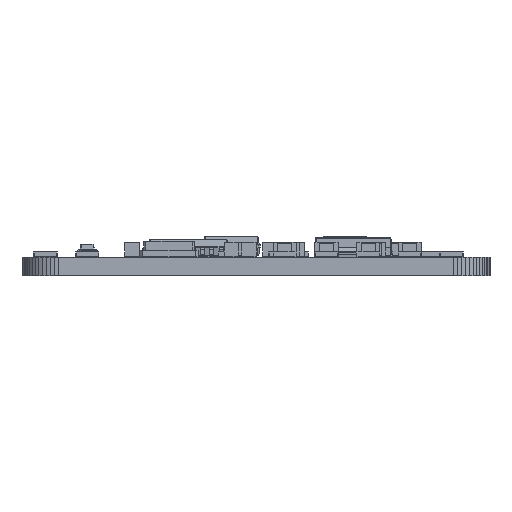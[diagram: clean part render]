
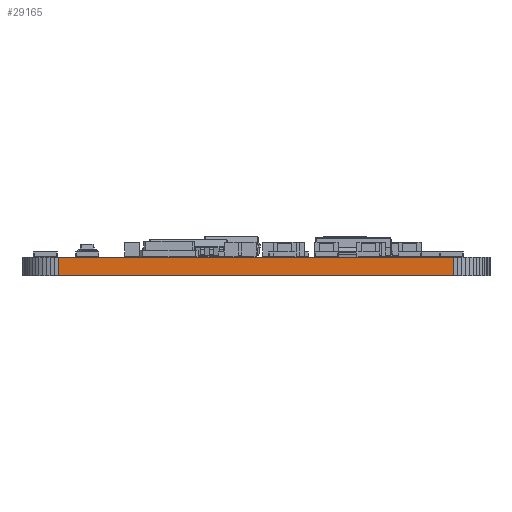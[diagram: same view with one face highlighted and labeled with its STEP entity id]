
A CAD part, left-side view. The second image highlights one B-rep face of the part: STEP entity #29165.
In plain terms, the highlighted planar face has unit normal (-1, 0, 0).
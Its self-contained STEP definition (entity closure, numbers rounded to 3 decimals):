
#3969=LINE('',#48820,#7162);
#4000=LINE('',#48956,#7193);
#4070=LINE('',#49169,#7263);
#4072=LINE('',#49173,#7265);
#7162=VECTOR('',#38651,1.);
#7193=VECTOR('',#38758,1.);
#7263=VECTOR('',#38960,1.);
#7265=VECTOR('',#38966,1.);
#8406=PLANE('',#31491);
#9868=FACE_OUTER_BOUND('',#11465,.T.);
#11465=EDGE_LOOP('',(#26273,#26274,#26275,#26276));
#14551=VERTEX_POINT('',#48817);
#14552=VERTEX_POINT('',#48819);
#14618=VERTEX_POINT('',#48953);
#14619=VERTEX_POINT('',#48955);
#18401=EDGE_CURVE('',#14551,#14552,#3969,.T.);
#18469=EDGE_CURVE('',#14619,#14618,#4000,.T.);
#18576=EDGE_CURVE('',#14552,#14618,#4070,.T.);
#18578=EDGE_CURVE('',#14551,#14619,#4072,.T.);
#26273=ORIENTED_EDGE('',*,*,#18578,.T.);
#26274=ORIENTED_EDGE('',*,*,#18469,.T.);
#26275=ORIENTED_EDGE('',*,*,#18576,.F.);
#26276=ORIENTED_EDGE('',*,*,#18401,.F.);
#29165=ADVANCED_FACE('',(#9868),#8406,.T.);
#31491=AXIS2_PLACEMENT_3D('',#49172,#38964,#38965);
#38651=DIRECTION('',(0.,1.,0.));
#38758=DIRECTION('',(0.,1.,0.));
#38960=DIRECTION('',(0.,0.,1.));
#38964=DIRECTION('center_axis',(-1.,0.,0.));
#38965=DIRECTION('ref_axis',(0.,1.,0.));
#38966=DIRECTION('',(0.,0.,1.));
#48817=CARTESIAN_POINT('',(118.,-99.9,0.));
#48819=CARTESIAN_POINT('',(118.,-66.1,0.));
#48820=CARTESIAN_POINT('',(118.,-99.9,0.));
#48953=CARTESIAN_POINT('',(118.,-66.1,1.58));
#48955=CARTESIAN_POINT('',(118.,-99.9,1.58));
#48956=CARTESIAN_POINT('',(118.,-99.9,1.58));
#49169=CARTESIAN_POINT('',(118.,-66.1,0.));
#49172=CARTESIAN_POINT('Origin',(118.,-99.9,0.));
#49173=CARTESIAN_POINT('',(118.,-99.9,0.));
